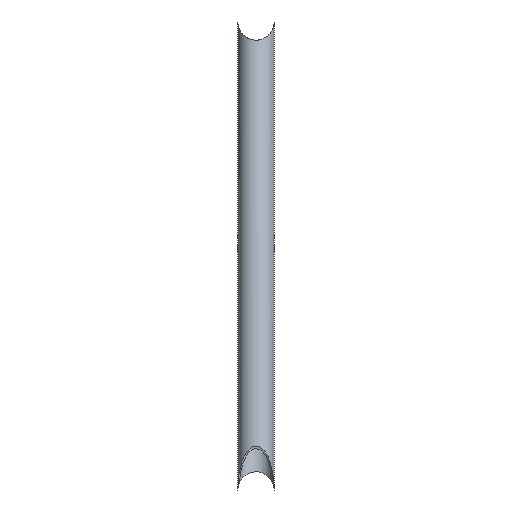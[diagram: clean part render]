
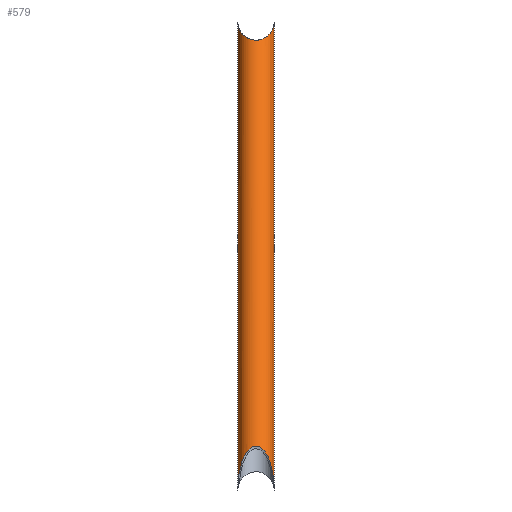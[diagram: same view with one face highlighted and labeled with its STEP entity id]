
A CAD part, top view. The second image highlights one B-rep face of the part: STEP entity #579.
In plain terms, the highlighted cylindrical face has radius 14 mm (diameter 28 mm), a partial arc.
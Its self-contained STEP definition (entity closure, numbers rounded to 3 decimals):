
#73=CARTESIAN_POINT('Vertex',(64.284,-180.,303.)) ;
#134=CARTESIAN_POINT('Vertex',(36.284,-180.,303.)) ;
#238=CARTESIAN_POINT('Control Point',(36.284,-180.,303.)) ;
#239=CARTESIAN_POINT('Control Point',(36.284,-179.578,302.825)) ;
#240=CARTESIAN_POINT('Control Point',(36.286,-179.157,302.65)) ;
#241=CARTESIAN_POINT('Control Point',(36.291,-178.82,302.511)) ;
#242=CARTESIAN_POINT('Control Point',(36.301,-178.23,302.267)) ;
#243=CARTESIAN_POINT('Control Point',(36.317,-177.641,302.023)) ;
#244=CARTESIAN_POINT('Control Point',(36.326,-177.304,301.883)) ;
#245=CARTESIAN_POINT('Control Point',(36.368,-176.175,301.416)) ;
#246=CARTESIAN_POINT('Control Point',(36.43,-175.047,300.948)) ;
#247=CARTESIAN_POINT('Control Point',(36.476,-174.34,300.656)) ;
#248=CARTESIAN_POINT('Control Point',(36.728,-171.071,299.301)) ;
#249=CARTESIAN_POINT('Control Point',(37.154,-167.815,297.953)) ;
#250=CARTESIAN_POINT('Control Point',(37.598,-165.298,296.91)) ;
#251=CARTESIAN_POINT('Control Point',(38.579,-160.986,295.124)) ;
#252=CARTESIAN_POINT('Control Point',(40.038,-156.794,293.388)) ;
#253=CARTESIAN_POINT('Control Point',(40.733,-155.104,292.688)) ;
#254=CARTESIAN_POINT('Control Point',(42.091,-152.321,291.535)) ;
#255=CARTESIAN_POINT('Control Point',(43.919,-149.789,290.486)) ;
#256=CARTESIAN_POINT('Control Point',(44.741,-148.833,290.09)) ;
#257=CARTESIAN_POINT('Control Point',(46.038,-147.636,289.594)) ;
#258=CARTESIAN_POINT('Control Point',(47.602,-146.801,289.248)) ;
#259=CARTESIAN_POINT('Control Point',(48.051,-146.605,289.167)) ;
#260=CARTESIAN_POINT('Control Point',(48.972,-146.301,289.041)) ;
#261=CARTESIAN_POINT('Control Point',(49.941,-146.181,288.992)) ;
#262=CARTESIAN_POINT('Control Point',(50.422,-146.173,288.988)) ;
#263=CARTESIAN_POINT('Control Point',(51.548,-146.272,289.029)) ;
#264=CARTESIAN_POINT('Control Point',(52.617,-146.624,289.175)) ;
#265=CARTESIAN_POINT('Control Point',(53.199,-146.899,289.289)) ;
#266=CARTESIAN_POINT('Control Point',(54.806,-147.859,289.687)) ;
#267=CARTESIAN_POINT('Control Point',(56.122,-149.166,290.228)) ;
#268=CARTESIAN_POINT('Control Point',(56.886,-150.1,290.615)) ;
#269=CARTESIAN_POINT('Control Point',(58.422,-152.308,291.53)) ;
#270=CARTESIAN_POINT('Control Point',(59.619,-154.692,292.517)) ;
#271=CARTESIAN_POINT('Control Point',(60.202,-156.036,293.074)) ;
#272=CARTESIAN_POINT('Control Point',(61.584,-159.68,294.583)) ;
#273=CARTESIAN_POINT('Control Point',(62.563,-163.439,296.14)) ;
#274=CARTESIAN_POINT('Control Point',(63.051,-165.781,297.11)) ;
#275=CARTESIAN_POINT('Control Point',(63.63,-169.349,298.588)) ;
#276=CARTESIAN_POINT('Control Point',(63.989,-172.939,300.075)) ;
#277=CARTESIAN_POINT('Control Point',(64.085,-174.138,300.572)) ;
#278=CARTESIAN_POINT('Control Point',(64.184,-175.746,301.238)) ;
#279=CARTESIAN_POINT('Control Point',(64.242,-177.356,301.905)) ;
#280=CARTESIAN_POINT('Control Point',(64.251,-177.686,302.042)) ;
#281=CARTESIAN_POINT('Control Point',(64.266,-178.269,302.283)) ;
#282=CARTESIAN_POINT('Control Point',(64.276,-178.851,302.524)) ;
#283=CARTESIAN_POINT('Control Point',(64.281,-179.181,302.661)) ;
#284=CARTESIAN_POINT('Control Point',(64.284,-179.591,302.83)) ;
#285=CARTESIAN_POINT('Control Point',(64.284,-180.,303.)) ;
#317=CARTESIAN_POINT('Vertex',(36.284,180.,-57.)) ;
#376=CARTESIAN_POINT('Vertex',(64.284,180.,-57.)) ;
#480=CARTESIAN_POINT('Control Point',(64.284,180.,-57.)) ;
#481=CARTESIAN_POINT('Control Point',(64.284,179.825,-56.578)) ;
#482=CARTESIAN_POINT('Control Point',(64.281,179.65,-56.157)) ;
#483=CARTESIAN_POINT('Control Point',(64.276,179.511,-55.82)) ;
#484=CARTESIAN_POINT('Control Point',(64.266,179.267,-55.23)) ;
#485=CARTESIAN_POINT('Control Point',(64.25,179.023,-54.641)) ;
#486=CARTESIAN_POINT('Control Point',(64.241,178.883,-54.304)) ;
#487=CARTESIAN_POINT('Control Point',(64.199,178.416,-53.175)) ;
#488=CARTESIAN_POINT('Control Point',(64.137,177.948,-52.047)) ;
#489=CARTESIAN_POINT('Control Point',(64.091,177.656,-51.34)) ;
#490=CARTESIAN_POINT('Control Point',(63.839,176.301,-48.071)) ;
#491=CARTESIAN_POINT('Control Point',(63.413,174.953,-44.815)) ;
#492=CARTESIAN_POINT('Control Point',(62.969,173.91,-42.298)) ;
#493=CARTESIAN_POINT('Control Point',(61.988,172.124,-37.986)) ;
#494=CARTESIAN_POINT('Control Point',(60.529,170.388,-33.794)) ;
#495=CARTESIAN_POINT('Control Point',(59.835,169.688,-32.104)) ;
#496=CARTESIAN_POINT('Control Point',(58.476,168.535,-29.321)) ;
#497=CARTESIAN_POINT('Control Point',(56.648,167.486,-26.789)) ;
#498=CARTESIAN_POINT('Control Point',(55.826,167.09,-25.833)) ;
#499=CARTESIAN_POINT('Control Point',(54.529,166.594,-24.636)) ;
#500=CARTESIAN_POINT('Control Point',(52.965,166.248,-23.801)) ;
#501=CARTESIAN_POINT('Control Point',(52.516,166.167,-23.605)) ;
#502=CARTESIAN_POINT('Control Point',(51.595,166.041,-23.301)) ;
#503=CARTESIAN_POINT('Control Point',(50.627,165.992,-23.181)) ;
#504=CARTESIAN_POINT('Control Point',(50.145,165.988,-23.173)) ;
#505=CARTESIAN_POINT('Control Point',(49.019,166.029,-23.272)) ;
#506=CARTESIAN_POINT('Control Point',(47.95,166.175,-23.624)) ;
#507=CARTESIAN_POINT('Control Point',(47.368,166.289,-23.899)) ;
#508=CARTESIAN_POINT('Control Point',(45.761,166.687,-24.859)) ;
#509=CARTESIAN_POINT('Control Point',(44.445,167.228,-26.166)) ;
#510=CARTESIAN_POINT('Control Point',(43.681,167.615,-27.1)) ;
#511=CARTESIAN_POINT('Control Point',(42.145,168.53,-29.308)) ;
#512=CARTESIAN_POINT('Control Point',(40.948,169.517,-31.692)) ;
#513=CARTESIAN_POINT('Control Point',(40.365,170.074,-33.036)) ;
#514=CARTESIAN_POINT('Control Point',(38.983,171.583,-36.68)) ;
#515=CARTESIAN_POINT('Control Point',(38.004,173.14,-40.439)) ;
#516=CARTESIAN_POINT('Control Point',(37.516,174.11,-42.781)) ;
#517=CARTESIAN_POINT('Control Point',(36.937,175.588,-46.349)) ;
#518=CARTESIAN_POINT('Control Point',(36.578,177.075,-49.939)) ;
#519=CARTESIAN_POINT('Control Point',(36.482,177.572,-51.138)) ;
#520=CARTESIAN_POINT('Control Point',(36.383,178.238,-52.746)) ;
#521=CARTESIAN_POINT('Control Point',(36.325,178.905,-54.356)) ;
#522=CARTESIAN_POINT('Control Point',(36.316,179.042,-54.686)) ;
#523=CARTESIAN_POINT('Control Point',(36.301,179.283,-55.269)) ;
#524=CARTESIAN_POINT('Control Point',(36.291,179.524,-55.851)) ;
#525=CARTESIAN_POINT('Control Point',(36.286,179.661,-56.181)) ;
#526=CARTESIAN_POINT('Control Point',(36.284,179.83,-56.591)) ;
#527=CARTESIAN_POINT('Control Point',(36.284,180.,-57.)) ;
#558=CARTESIAN_POINT('Axis2P3D Location',(50.284,0.,123.)) ;
#563=CARTESIAN_POINT('Line Origine',(36.284,0.,123.)) ;
#568=CARTESIAN_POINT('Line Origine',(64.284,0.,123.)) ;
#559=DIRECTION('Axis2P3D Direction',(0.,0.707,-0.707)) ;
#560=DIRECTION('Axis2P3D XDirection',(-1.,0.,0.)) ;
#564=DIRECTION('Vector Direction',(0.,0.707,-0.707)) ;
#569=DIRECTION('Vector Direction',(0.,0.707,-0.707)) ;
#561=AXIS2_PLACEMENT_3D('Cylinder Axis2P3D',#558,#559,#560) ;
#574=ORIENTED_EDGE('',*,*,#567,.F.) ;
#575=ORIENTED_EDGE('',*,*,#286,.T.) ;
#576=ORIENTED_EDGE('',*,*,#572,.T.) ;
#577=ORIENTED_EDGE('',*,*,#528,.T.) ;
#565=VECTOR('Line Direction',#564,1.) ;
#570=VECTOR('Line Direction',#569,1.) ;
#579=ADVANCED_FACE('PartBody',(#578),#562,.T.) ;
#237=B_SPLINE_CURVE_WITH_KNOTS('',5,(#238,#239,#240,#241,#242,#243,#244,#245,#246,#247,#248,#249,#250,#251,#252,#253,#254,#255,#256,#257,#258,#259,#260,#261,#262,#263,#264,#265,#266,#267,#268,#269,#270,#271,#272,#273,#274,#275,#276,#277,#278,#279,#280,#281,#282,#283,#284,#285),.UNSPECIFIED.,.F.,.U.,(6,3,3,3,3,3,3,3,3,3,3,3,3,3,3,6),(0.,3.228,6.455,11.873,31.541,45.539,54.788,58.277,61.662,66.226,75.143,86.276,104.674,113.869,117.002,120.135),.UNSPECIFIED.) ;
#479=B_SPLINE_CURVE_WITH_KNOTS('',5,(#480,#481,#482,#483,#484,#485,#486,#487,#488,#489,#490,#491,#492,#493,#494,#495,#496,#497,#498,#499,#500,#501,#502,#503,#504,#505,#506,#507,#508,#509,#510,#511,#512,#513,#514,#515,#516,#517,#518,#519,#520,#521,#522,#523,#524,#525,#526,#527),.UNSPECIFIED.,.F.,.U.,(6,3,3,3,3,3,3,3,3,3,3,3,3,3,3,6),(0.,3.228,6.455,11.873,31.541,45.54,54.788,58.277,61.662,66.226,75.143,86.276,104.674,113.869,117.002,120.135),.UNSPECIFIED.) ;
#562=CYLINDRICAL_SURFACE('generated cylinder',#561,14.) ;
#286=EDGE_CURVE('',#135,#74,#237,.T.) ;
#528=EDGE_CURVE('',#377,#318,#479,.T.) ;
#567=EDGE_CURVE('',#135,#318,#566,.T.) ;
#572=EDGE_CURVE('',#74,#377,#571,.T.) ;
#573=EDGE_LOOP('',(#574,#575,#576,#577)) ;
#578=FACE_OUTER_BOUND('',#573,.T.) ;
#566=LINE('Line',#563,#565) ;
#571=LINE('Line',#568,#570) ;
#74=VERTEX_POINT('',#73) ;
#135=VERTEX_POINT('',#134) ;
#318=VERTEX_POINT('',#317) ;
#377=VERTEX_POINT('',#376) ;
